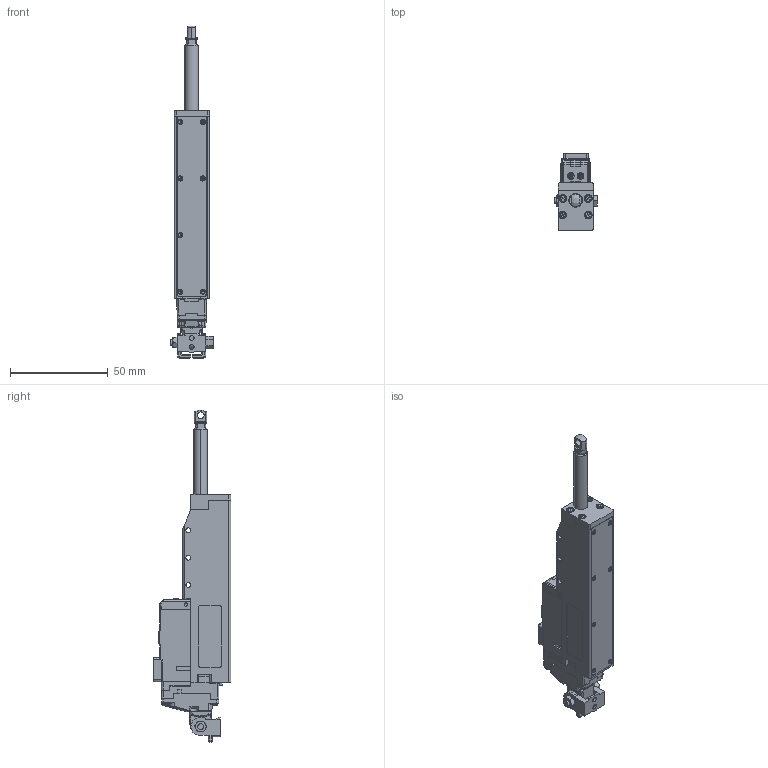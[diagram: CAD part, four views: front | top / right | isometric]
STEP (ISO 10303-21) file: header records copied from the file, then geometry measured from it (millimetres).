
FILE_DESCRIPTION (( 'STEP AP214' ), '1' );
FILE_NAME ('IR_LS_60_20 寇屈档.STEP', '2019-06-20T05:32:50', ( '' ), ( '' ), 'SwSTEP 2.0', 'SolidWorks 2016', '' );
FILE_SCHEMA (( 'AUTOMOTIVE_DESIGN' ));
Length unit declared in the file: millimetre
Products named in the file (28): CASE_MIDDLE; hinge_shaft; PHT_2_12; ROD_INSERT_60_3; CSPPN1P-ST3W-M2-14_214; CSPPN1P-ST3W-M1_7-16_214; 60_STROKE_CASE_屈惑荐沥; LINEAR_ROD_END_LINK; ROD_SUS_60; ROD_END_NUT_SUS; CASE_MOTOR; SPACER_熱薑_170616-1; COVER_POT_60; CASE_TOP; IR_LS_60_20 寇屈档; spring lock washer_ks_KS 1324 - M2.5; HINGE; CSPPN3P-ST3W-M2-10_214; COVER END_函版饶_170616; LENS; CSPCS1P-ST3W-M1_4-5; PHT_2_4; hexagon nut style 1 gradeab_ks_KS 1012 S1 - M3-D-N; CSPPN3P-ST3W-M2-6_214; PWA_Control BD; PIN_1.6X10.5; HINGE_BASE; CASE_MOTOR BOTTOM
Assembly tree (40 placements, depth 2):
  IR_LS_60_20 寇屈档
    60_STROKE_CASE_屈惑荐沥
    COVER END_函版饶_170616
    COVER_POT_60
    CASE_MIDDLE
    CSPCS1P-ST3W-M1_4-5  x7
    CASE_MOTOR BOTTOM
    CASE_MOTOR
    CASE_TOP
    SPACER_熱薑_170616-1
    ROD_INSERT_60_3
    ROD_SUS_60
    ROD_END_NUT_SUS
    LENS
    PWA_Control BD
    CSPPN1P-ST3W-M2-14_214  x2
    CSPPN1P-ST3W-M1_7-16_214  x2
    PHT_2_12  x3
    PHT_2_4  x2
    PIN_1.6X10.5
    LINEAR_ROD_END_LINK
    HINGE
    spring lock washer_ks_KS 1324 - M2.5
    CSPPN3P-ST3W-M2-6_214  x2
    CSPPN3P-ST3W-M2-10_214  x2
    HINGE_BASE
    hinge_shaft
    hexagon nut style 1 gradeab_ks_KS 1012 S1 - M3-D-N
Bounding box: 22 x 39.9 x 170.15 mm (x, y, z)
Volume: 35972.6 mm3; surface area: 40162.2 mm2
Topology: 45 solids, 45 shells, 2548 faces, 6599 edges, 4221 vertices
Faces by surface type: plane 1397, cylinder 723, cone 249, bspline 173, torus 6
Entity records: 84951 total; most frequent: CARTESIAN_POINT 29756, ORIENTED_EDGE 11552, DIRECTION 10464, EDGE_CURVE 5776, VERTEX_POINT 3723, VECTOR 3638, LINE 3638, AXIS2_PLACEMENT_3D 3413
